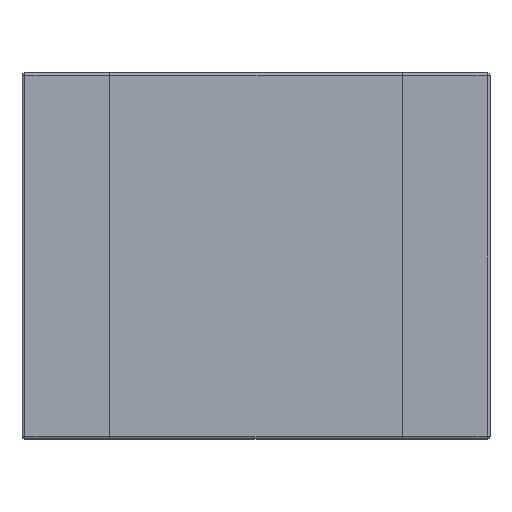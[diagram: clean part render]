
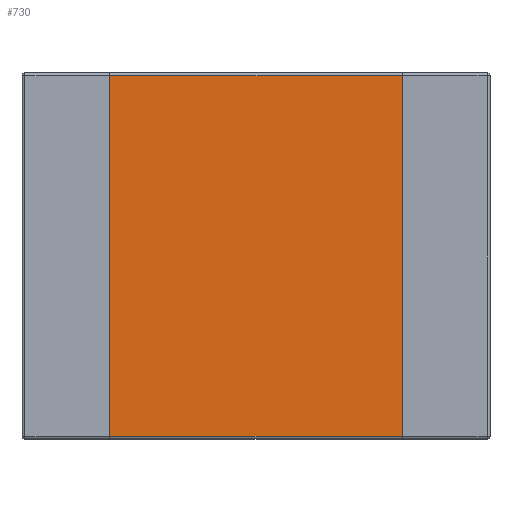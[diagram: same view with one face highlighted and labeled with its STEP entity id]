
A CAD part, front view. The second image highlights one B-rep face of the part: STEP entity #730.
In plain terms, the highlighted planar face has unit normal (0, -1, 0).
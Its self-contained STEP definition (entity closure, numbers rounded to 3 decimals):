
#76=ORIENTED_EDGE('',*,*,#220,.F.);
#77=ORIENTED_EDGE('',*,*,#221,.T.);
#78=ORIENTED_EDGE('',*,*,#222,.T.);
#79=ORIENTED_EDGE('',*,*,#223,.T.);
#220=EDGE_CURVE('',#292,#293,#332,.T.);
#221=EDGE_CURVE('',#292,#294,#333,.T.);
#222=EDGE_CURVE('',#294,#295,#334,.T.);
#223=EDGE_CURVE('',#295,#293,#335,.T.);
#292=VERTEX_POINT('',#1012);
#293=VERTEX_POINT('',#1013);
#294=VERTEX_POINT('',#1015);
#295=VERTEX_POINT('',#1017);
#332=LINE('',#1011,#372);
#333=LINE('',#1014,#373);
#334=LINE('',#1016,#374);
#335=LINE('',#1018,#375);
#372=VECTOR('',#839,1000.);
#373=VECTOR('',#840,1000.);
#374=VECTOR('',#841,1000.);
#375=VECTOR('',#842,1000.);
#412=EDGE_LOOP('',(#76,#77,#78,#79));
#446=FACE_BOUND('',#412,.T.);
#480=PLANE('',#769);
#730=ADVANCED_FACE('',(#446),#480,.T.);
#769=AXIS2_PLACEMENT_3D('',#1010,#837,#838);
#837=DIRECTION('',(0.,-1.,0.));
#838=DIRECTION('',(0.,0.,-1.));
#839=DIRECTION('',(0.,0.,-1.));
#840=DIRECTION('',(-1.,0.,0.));
#841=DIRECTION('',(0.,0.,-1.));
#842=DIRECTION('',(1.,0.,0.));
#1010=CARTESIAN_POINT('',(0.,-0.5,0.));
#1011=CARTESIAN_POINT('',(1.,-0.5,1.25));
#1012=CARTESIAN_POINT('',(1.,-0.5,1.23));
#1013=CARTESIAN_POINT('',(1.,-0.5,-1.23));
#1014=CARTESIAN_POINT('',(-1.,-0.5,1.23));
#1015=CARTESIAN_POINT('',(-1.,-0.5,1.23));
#1016=CARTESIAN_POINT('',(-1.,-0.5,1.25));
#1017=CARTESIAN_POINT('',(-1.,-0.5,-1.23));
#1018=CARTESIAN_POINT('',(1.,-0.5,-1.23));
